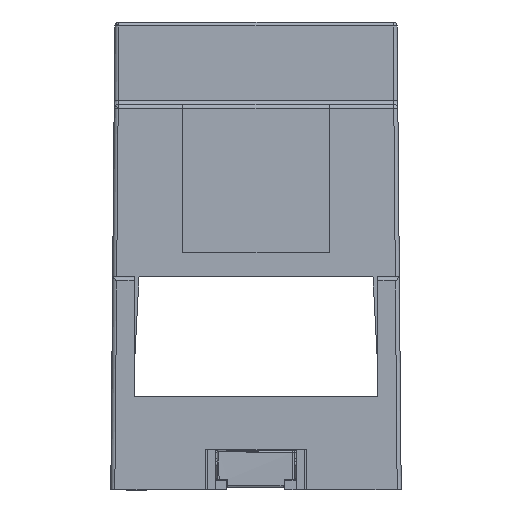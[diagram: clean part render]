
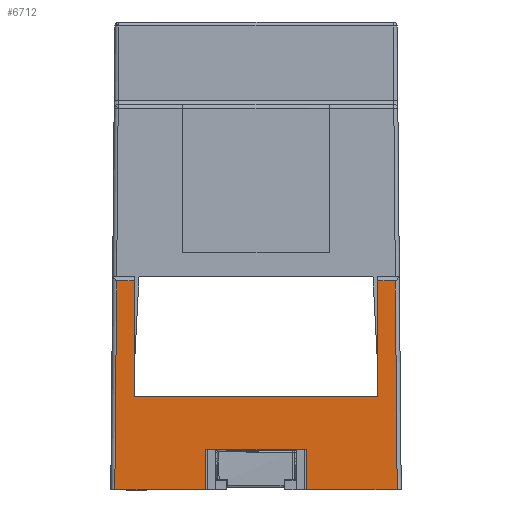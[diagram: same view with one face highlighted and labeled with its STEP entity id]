
A CAD part, left-side view. The second image highlights one B-rep face of the part: STEP entity #6712.
In plain terms, the highlighted planar face has unit normal (-1, 0, 0).
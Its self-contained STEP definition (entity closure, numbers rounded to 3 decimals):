
#3339 = CARTESIAN_POINT ( 'NONE',  ( -35.735, 25.71, 13.788 ) ) ;
#3340 = DIRECTION ( 'NONE',  ( 0., -1., 0. ) ) ;
#3341 = VECTOR ( 'NONE', #3340, 1000. ) ;
#3342 = CARTESIAN_POINT ( 'NONE',  ( -35.735, -6.894, 13.788 ) ) ;
#3347 = LINE ( 'NONE', #3342, #3341 ) ;
#3622 = VECTOR ( 'NONE', #3664, 1000. ) ;
#3623 = CARTESIAN_POINT ( 'NONE',  ( -35.735, 28.106, -12.112 ) ) ;
#3624 = LINE ( 'NONE', #3623, #3622 ) ;
#3657 = CARTESIAN_POINT ( 'NONE',  ( -35.735, 27.88, 13.788 ) ) ;
#3659 = CARTESIAN_POINT ( 'NONE',  ( -35.735, 28.106, -12.112 ) ) ;
#3664 = DIRECTION ( 'NONE',  ( 0., -0.009, 1. ) ) ;
#6691 = ORIENTED_EDGE ( 'NONE', *, *, #14022, .F. ) ;
#6692 = ORIENTED_EDGE ( 'NONE', *, *, #14126, .F. ) ;
#6693 = ORIENTED_EDGE ( 'NONE', *, *, #10705, .F. ) ;
#6694 = ORIENTED_EDGE ( 'NONE', *, *, #10765, .F. ) ;
#6695 = ORIENTED_EDGE ( 'NONE', *, *, #10693, .F. ) ;
#6696 = ORIENTED_EDGE ( 'NONE', *, *, #10656, .F. ) ;
#6697 = ORIENTED_EDGE ( 'NONE', *, *, #6698, .F. ) ;
#6698 = EDGE_CURVE ( 'NONE', #6699, #10660, #15767, .T. ) ;
#6699 = VERTEX_POINT ( 'NONE', #15763 ) ;
#6700 = ORIENTED_EDGE ( 'NONE', *, *, #6701, .F. ) ;
#6701 = EDGE_CURVE ( 'NONE', #6702, #6699, #15762, .T. ) ;
#6702 = VERTEX_POINT ( 'NONE', #15758 ) ;
#6712 = ADVANCED_FACE ( 'NONE', ( #15747 ), #15792, .F. ) ;
#6713 = EDGE_LOOP ( 'NONE', ( #6714, #6691, #6692, #6693, #6694, #6695, #6696, #6697, #6700, #6764, #6766, #6767 ) ) ;
#6714 = ORIENTED_EDGE ( 'NONE', *, *, #10733, .F. ) ;
#6764 = ORIENTED_EDGE ( 'NONE', *, *, #6765, .F. ) ;
#6765 = EDGE_CURVE ( 'NONE', #10718, #6702, #15900, .T. ) ;
#6766 = ORIENTED_EDGE ( 'NONE', *, *, #10723, .F. ) ;
#6767 = ORIENTED_EDGE ( 'NONE', *, *, #10732, .F. ) ;
#10656 = EDGE_CURVE ( 'NONE', #10660, #10664, #28199, .T. ) ;
#10660 = VERTEX_POINT ( 'NONE', #28191 ) ;
#10664 = VERTEX_POINT ( 'NONE', #28185 ) ;
#10689 = VERTEX_POINT ( 'NONE', #28252 ) ;
#10693 = EDGE_CURVE ( 'NONE', #10664, #10702, #28247, .T. ) ;
#10702 = VERTEX_POINT ( 'NONE', #28276 ) ;
#10705 = EDGE_CURVE ( 'NONE', #10689, #14128, #28275, .T. ) ;
#10718 = VERTEX_POINT ( 'NONE', #28371 ) ;
#10721 = VERTEX_POINT ( 'NONE', #28369 ) ;
#10723 = EDGE_CURVE ( 'NONE', #10721, #10718, #28368, .T. ) ;
#10732 = EDGE_CURVE ( 'NONE', #10734, #10721, #28400, .T. ) ;
#10733 = EDGE_CURVE ( 'NONE', #14024, #10734, #28396, .T. ) ;
#10734 = VERTEX_POINT ( 'NONE', #28392 ) ;
#10765 = EDGE_CURVE ( 'NONE', #10702, #10689, #28463, .T. ) ;
#14022 = EDGE_CURVE ( 'NONE', #14130, #14024, #3347, .T. ) ;
#14024 = VERTEX_POINT ( 'NONE', #3339 ) ;
#14126 = EDGE_CURVE ( 'NONE', #14128, #14130, #3624, .T. ) ;
#14128 = VERTEX_POINT ( 'NONE', #3659 ) ;
#14130 = VERTEX_POINT ( 'NONE', #3657 ) ;
#15747 = FACE_OUTER_BOUND ( 'NONE', #6713, .T. ) ;
#15758 = CARTESIAN_POINT ( 'NONE',  ( -35.735, -6.668, 13.788 ) ) ;
#15759 = DIRECTION ( 'NONE',  ( 0., -0.009, -1. ) ) ;
#15760 = VECTOR ( 'NONE', #15759, 1000. ) ;
#15761 = CARTESIAN_POINT ( 'NONE',  ( -35.735, -6.662, 14.442 ) ) ;
#15762 = LINE ( 'NONE', #15761, #15760 ) ;
#15763 = CARTESIAN_POINT ( 'NONE',  ( -35.735, -6.894, -12.112 ) ) ;
#15764 = DIRECTION ( 'NONE',  ( 0., 1., 0. ) ) ;
#15765 = VECTOR ( 'NONE', #15764, 1000. ) ;
#15766 = CARTESIAN_POINT ( 'NONE',  ( -35.735, -7.394, -12.112 ) ) ;
#15767 = LINE ( 'NONE', #15766, #15765 ) ;
#15787 = DIRECTION ( 'NONE',  ( 0., 0., -1. ) ) ;
#15788 = DIRECTION ( 'NONE',  ( 1., 0., 0. ) ) ;
#15789 = CARTESIAN_POINT ( 'NONE',  ( -35.735, -6.894, 13.788 ) ) ;
#15790 = AXIS2_PLACEMENT_3D ( 'NONE', #15789, #15788, #15787 ) ;
#15792 = PLANE ( 'NONE',  #15790 ) ;
#15897 = DIRECTION ( 'NONE',  ( 0., -1., 0. ) ) ;
#15898 = VECTOR ( 'NONE', #15897, 1000. ) ;
#15899 = CARTESIAN_POINT ( 'NONE',  ( -35.735, -4.497, 13.788 ) ) ;
#15900 = LINE ( 'NONE', #15899, #15898 ) ;
#28185 = CARTESIAN_POINT ( 'NONE',  ( -35.735, 4.356, -7.112 ) ) ;
#28191 = CARTESIAN_POINT ( 'NONE',  ( -35.735, 4.356, -12.112 ) ) ;
#28196 = DIRECTION ( 'NONE',  ( 0., 0., 1. ) ) ;
#28197 = VECTOR ( 'NONE', #28196, 1000. ) ;
#28198 = CARTESIAN_POINT ( 'NONE',  ( -35.735, 4.356, 13.788 ) ) ;
#28199 = LINE ( 'NONE', #28198, #28197 ) ;
#28244 = DIRECTION ( 'NONE',  ( 0., 1., 0. ) ) ;
#28245 = VECTOR ( 'NONE', #28244, 1000. ) ;
#28246 = CARTESIAN_POINT ( 'NONE',  ( -35.735, -6.894, -7.112 ) ) ;
#28247 = LINE ( 'NONE', #28246, #28245 ) ;
#28252 = CARTESIAN_POINT ( 'NONE',  ( -35.735, 16.856, -12.112 ) ) ;
#28272 = DIRECTION ( 'NONE',  ( 0., 1., 0. ) ) ;
#28273 = VECTOR ( 'NONE', #28272, 1000. ) ;
#28274 = CARTESIAN_POINT ( 'NONE',  ( -35.735, -6.894, -12.112 ) ) ;
#28275 = LINE ( 'NONE', #28274, #28273 ) ;
#28276 = CARTESIAN_POINT ( 'NONE',  ( -35.735, 16.856, -7.112 ) ) ;
#28365 = DIRECTION ( 'NONE',  ( 0., 0., 1. ) ) ;
#28366 = VECTOR ( 'NONE', #28365, 1000. ) ;
#28367 = CARTESIAN_POINT ( 'NONE',  ( -35.735, -4.497, 13.788 ) ) ;
#28368 = LINE ( 'NONE', #28367, #28366 ) ;
#28369 = CARTESIAN_POINT ( 'NONE',  ( -35.735, -4.497, -0.512 ) ) ;
#28371 = CARTESIAN_POINT ( 'NONE',  ( -35.735, -4.497, 13.788 ) ) ;
#28392 = CARTESIAN_POINT ( 'NONE',  ( -35.735, 25.71, -0.512 ) ) ;
#28393 = DIRECTION ( 'NONE',  ( 0., 0., -1. ) ) ;
#28394 = VECTOR ( 'NONE', #28393, 1000. ) ;
#28395 = CARTESIAN_POINT ( 'NONE',  ( -35.735, 25.71, 13.788 ) ) ;
#28396 = LINE ( 'NONE', #28395, #28394 ) ;
#28397 = DIRECTION ( 'NONE',  ( 0., -1., 0. ) ) ;
#28398 = VECTOR ( 'NONE', #28397, 1000. ) ;
#28399 = CARTESIAN_POINT ( 'NONE',  ( -35.735, -6.894, -0.512 ) ) ;
#28400 = LINE ( 'NONE', #28399, #28398 ) ;
#28461 = VECTOR ( 'NONE', #28523, 1000. ) ;
#28462 = CARTESIAN_POINT ( 'NONE',  ( -35.735, 16.856, 13.788 ) ) ;
#28463 = LINE ( 'NONE', #28462, #28461 ) ;
#28523 = DIRECTION ( 'NONE',  ( 0., 0., -1. ) ) ;
